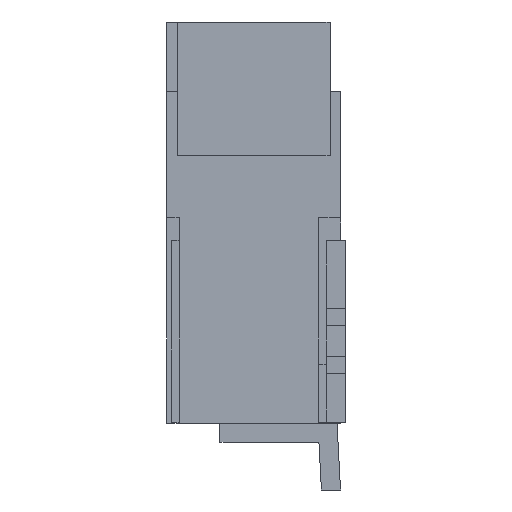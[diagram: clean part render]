
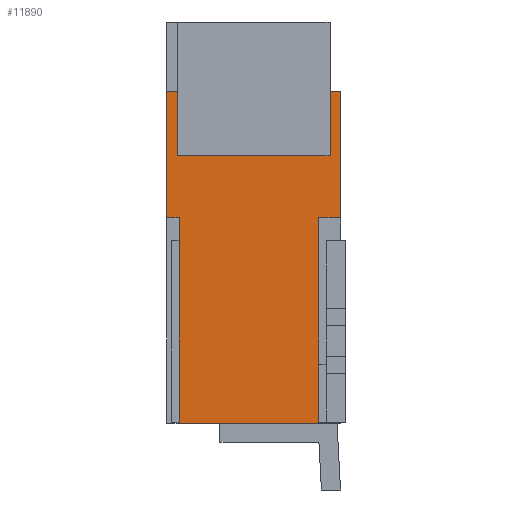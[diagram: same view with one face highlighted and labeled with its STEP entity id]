
A CAD part, left-side view. The second image highlights one B-rep face of the part: STEP entity #11890.
In plain terms, the highlighted planar face has unit normal (-1, 0, 0).
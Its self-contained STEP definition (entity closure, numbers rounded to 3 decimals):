
#1489=DIRECTION('',(0.,1.,0.));
#1490=VECTOR('',#1489,1.46);
#1491=CARTESIAN_POINT('',(0.,0.23,-4.2));
#1492=LINE('',#1491,#1490);
#4169=DIRECTION('',(0.,0.,1.));
#4170=VECTOR('',#4169,2.15);
#4171=CARTESIAN_POINT('',(0.,0.23,-4.2));
#4172=LINE('',#4171,#4170);
#4177=DIRECTION('',(0.,0.,-1.));
#4178=VECTOR('',#4177,1.32);
#4179=CARTESIAN_POINT('',(0.,1.82,-0.73));
#4180=LINE('',#4179,#4178);
#4181=DIRECTION('',(0.,1.,0.));
#4182=VECTOR('',#4181,1.82);
#4183=CARTESIAN_POINT('',(0.,0.,-0.73));
#4184=LINE('',#4183,#4182);
#4185=DIRECTION('',(0.,0.,1.));
#4186=VECTOR('',#4185,1.32);
#4187=CARTESIAN_POINT('',(0.,0.,-2.05));
#4188=LINE('',#4187,#4186);
#4209=DIRECTION('',(0.,0.,1.));
#4210=VECTOR('',#4209,2.15);
#4211=CARTESIAN_POINT('',(0.,1.69,-4.2));
#4212=LINE('',#4211,#4210);
#4261=DIRECTION('',(0.,-1.,0.));
#4262=VECTOR('',#4261,0.13);
#4263=CARTESIAN_POINT('',(0.,1.82,-2.05));
#4264=LINE('',#4263,#4262);
#4269=DIRECTION('',(0.,1.,0.));
#4270=VECTOR('',#4269,0.23);
#4271=CARTESIAN_POINT('',(0.,0.,-2.05));
#4272=LINE('',#4271,#4270);
#5075=CARTESIAN_POINT('',(0.,0.,-0.73));
#5077=VERTEX_POINT('',#5075);
#5079=CARTESIAN_POINT('',(0.,0.,-2.05));
#5080=VERTEX_POINT('',#5079);
#5233=CARTESIAN_POINT('',(0.,1.82,-0.73));
#5235=VERTEX_POINT('',#5233);
#5263=CARTESIAN_POINT('',(0.,1.82,-2.05));
#5264=VERTEX_POINT('',#5263);
#5277=CARTESIAN_POINT('',(0.,0.23,-4.2));
#5278=CARTESIAN_POINT('',(0.,1.69,-4.2));
#5279=VERTEX_POINT('',#5277);
#5280=VERTEX_POINT('',#5278);
#5281=CARTESIAN_POINT('',(0.,1.69,-2.05));
#5282=VERTEX_POINT('',#5281);
#5283=CARTESIAN_POINT('',(0.,0.23,-2.05));
#5284=VERTEX_POINT('',#5283);
#11872=CARTESIAN_POINT('',(0.,0.91,-2.465));
#11873=DIRECTION('',(1.,0.,0.));
#11874=DIRECTION('',(0.,0.,1.));
#11875=AXIS2_PLACEMENT_3D('',#11872,#11873,#11874);
#11876=PLANE('',#11875);
#11877=ORIENTED_EDGE('',*,*,#7748,.T.);
#11879=ORIENTED_EDGE('',*,*,#11878,.T.);
#11881=ORIENTED_EDGE('',*,*,#11880,.F.);
#11882=ORIENTED_EDGE('',*,*,#6349,.F.);
#11883=ORIENTED_EDGE('',*,*,#6396,.F.);
#11884=ORIENTED_EDGE('',*,*,#6096,.F.);
#11886=ORIENTED_EDGE('',*,*,#11885,.T.);
#11887=ORIENTED_EDGE('',*,*,#11862,.F.);
#11888=EDGE_LOOP('',(#11877,#11879,#11881,#11882,#11883,#11884,#11886,#11887));
#11889=FACE_OUTER_BOUND('',#11888,.F.);
#11890=ADVANCED_FACE('',(#11889),#11876,.F.);
#6096=EDGE_CURVE('',#5080,#5077,#4188,.T.);
#6349=EDGE_CURVE('',#5235,#5264,#4180,.T.);
#6396=EDGE_CURVE('',#5077,#5235,#4184,.T.);
#7748=EDGE_CURVE('',#5279,#5280,#1492,.T.);
#11862=EDGE_CURVE('',#5279,#5284,#4172,.T.);
#11878=EDGE_CURVE('',#5280,#5282,#4212,.T.);
#11880=EDGE_CURVE('',#5264,#5282,#4264,.T.);
#11885=EDGE_CURVE('',#5080,#5284,#4272,.T.);
